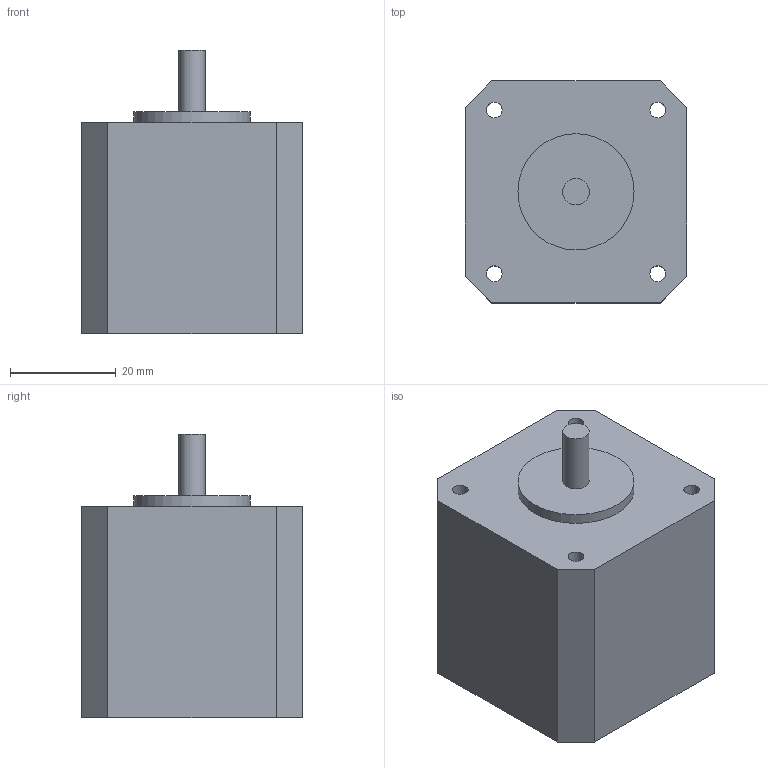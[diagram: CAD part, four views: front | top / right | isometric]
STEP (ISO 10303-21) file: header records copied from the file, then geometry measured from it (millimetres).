
FILE_DESCRIPTION(/* description */ ('Unknown'),/* implementation_level */ '2;1');
FILE_NAME(/* name */ 'Stepper-Motor-HW',/* time_stamp */ '2021-05-28T16:00:46-05:00',/* author */ ('Unknown'),/* organization */ ('Unknown'),/* preprocessor_version */ 'ST-DEVELOPER v16.7',/* originating_system */ 'Solid Edge',/* authorisation */ 'Unknown');
FILE_SCHEMA (('AUTOMOTIVE_DESIGN {1 0 10303 214 3 1 1}'));
Length unit declared in the file: millimetre
Products named in the file (1): Stepper-Motor
Bounding box: 42 x 42 x 53.6 mm (x, y, z)
Volume: 68417.1 mm3; surface area: 11451.2 mm2
Topology: 1 solids, 1 shells, 18 faces, 42 edges, 28 vertices
Faces by surface type: plane 12, cylinder 6
Full cylindrical faces by diameter (mm): 3 x4, 5 x1, 22 x1
Entity records: 534 total; most frequent: DIRECTION 86, CARTESIAN_POINT 83, ORIENTED_EDGE 72, EDGE_CURVE 36, EDGE_LOOP 34, FACE_BOUND 34, AXIS2_PLACEMENT_3D 31, VERTEX_POINT 28
